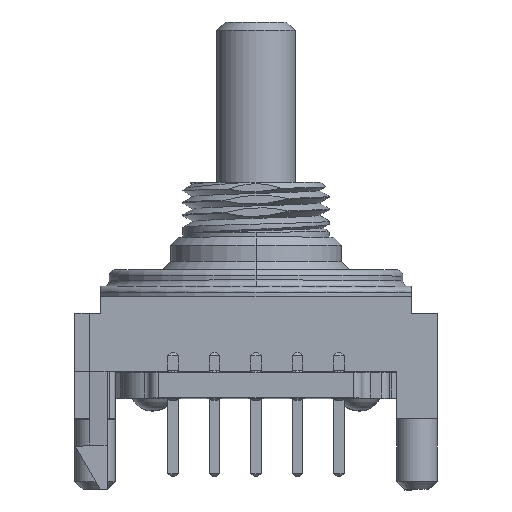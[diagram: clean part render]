
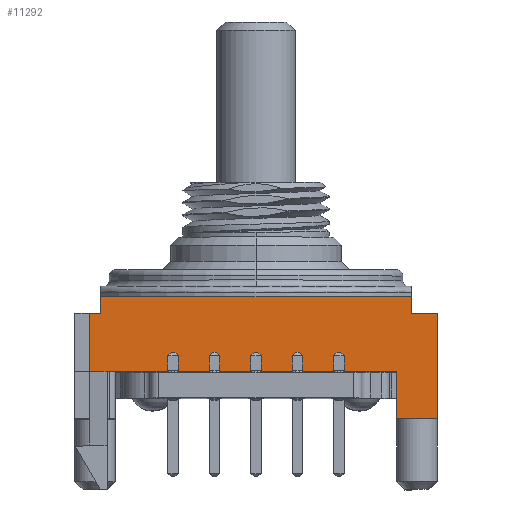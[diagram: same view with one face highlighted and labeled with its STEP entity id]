
A CAD part, top view. The second image highlights one B-rep face of the part: STEP entity #11292.
In plain terms, the highlighted planar face has unit normal (0, 0, 1).
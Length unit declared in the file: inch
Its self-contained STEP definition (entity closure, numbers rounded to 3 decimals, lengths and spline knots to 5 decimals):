
#2435=DIRECTION('',(1.,0.,0.));
#2436=VECTOR('',#2435,0.049);
#2437=CARTESIAN_POINT('',(0.388,0.,0.437));
#2438=LINE('',#2437,#2436);
#2452=DIRECTION('',(1.,0.,0.));
#2453=VECTOR('',#2452,0.049);
#2454=CARTESIAN_POINT('',(0.339,0.,0.437));
#2455=LINE('',#2454,#2453);
#2598=DIRECTION('',(0.,1.,0.));
#2599=VECTOR('',#2598,0.115);
#2600=CARTESIAN_POINT('',(0.339,0.,0.437));
#2601=LINE('',#2600,#2599);
#2602=DIRECTION('',(1.,0.,0.));
#2603=VECTOR('',#2602,0.698);
#2604=CARTESIAN_POINT('',(-0.359,0.115,0.437));
#2605=LINE('',#2604,#2603);
#2606=DIRECTION('',(1.,0.,0.));
#2607=VECTOR('',#2606,0.043);
#2608=CARTESIAN_POINT('',(-0.402,0.115,0.437));
#2609=LINE('',#2608,#2607);
#2610=DIRECTION('',(0.,1.,0.));
#2611=VECTOR('',#2610,0.14);
#2612=CARTESIAN_POINT('',(-0.402,0.115,0.437));
#2613=LINE('',#2612,#2611);
#2614=DIRECTION('',(1.,0.,0.));
#2615=VECTOR('',#2614,0.028);
#2616=CARTESIAN_POINT('',(-0.402,0.255,0.437));
#2617=LINE('',#2616,#2615);
#2618=DIRECTION('',(0.,-1.,0.));
#2619=VECTOR('',#2618,0.04);
#2620=CARTESIAN_POINT('',(-0.374,0.295,0.437));
#2621=LINE('',#2620,#2619);
#2622=DIRECTION('',(0.,-1.,0.));
#2623=VECTOR('',#2622,0.04);
#2624=CARTESIAN_POINT('',(0.374,0.295,0.437));
#2625=LINE('',#2624,#2623);
#2626=DIRECTION('',(1.,0.,0.));
#2627=VECTOR('',#2626,0.063);
#2628=CARTESIAN_POINT('',(0.374,0.255,0.437));
#2629=LINE('',#2628,#2627);
#2638=DIRECTION('',(0.,1.,0.));
#2639=VECTOR('',#2638,0.255);
#2640=CARTESIAN_POINT('',(0.437,0.,0.437));
#2641=LINE('',#2640,#2639);
#2830=DIRECTION('',(1.,0.,0.));
#2831=VECTOR('',#2830,0.748);
#2832=CARTESIAN_POINT('',(-0.374,0.295,0.437));
#2833=LINE('',#2832,#2831);
#6651=CARTESIAN_POINT('',(0.437,0.,0.437));
#6652=CARTESIAN_POINT('',(0.437,0.255,0.437));
#6653=VERTEX_POINT('',#6651);
#6654=VERTEX_POINT('',#6652);
#6677=CARTESIAN_POINT('',(0.339,0.,0.437));
#6678=CARTESIAN_POINT('',(0.339,0.115,0.437));
#6679=VERTEX_POINT('',#6677);
#6680=VERTEX_POINT('',#6678);
#6771=CARTESIAN_POINT('',(0.374,0.295,0.437));
#6773=VERTEX_POINT('',#6771);
#6779=CARTESIAN_POINT('',(-0.374,0.295,0.437));
#6781=VERTEX_POINT('',#6779);
#6787=CARTESIAN_POINT('',(0.374,0.255,0.437));
#6788=VERTEX_POINT('',#6787);
#6789=CARTESIAN_POINT('',(-0.374,0.255,0.437));
#6790=VERTEX_POINT('',#6789);
#6988=CARTESIAN_POINT('',(-0.402,0.255,0.437));
#6990=VERTEX_POINT('',#6988);
#7064=CARTESIAN_POINT('',(-0.402,0.115,0.437));
#7065=CARTESIAN_POINT('',(-0.359,0.115,0.437));
#7066=VERTEX_POINT('',#7064);
#7067=VERTEX_POINT('',#7065);
#7093=CARTESIAN_POINT('',(0.388,0.,0.437));
#7095=VERTEX_POINT('',#7093);
#11265=CARTESIAN_POINT('',(-0.437,0.,0.437));
#11266=DIRECTION('',(0.,0.,1.));
#11267=DIRECTION('',(1.,0.,0.));
#11268=AXIS2_PLACEMENT_3D('',#11265,#11266,#11267);
#11269=PLANE('',#11268);
#11270=ORIENTED_EDGE('',*,*,#11064,.F.);
#11272=ORIENTED_EDGE('',*,*,#11271,.T.);
#11273=ORIENTED_EDGE('',*,*,#10154,.F.);
#11275=ORIENTED_EDGE('',*,*,#11274,.F.);
#11276=ORIENTED_EDGE('',*,*,#10980,.T.);
#11278=ORIENTED_EDGE('',*,*,#11277,.T.);
#11280=ORIENTED_EDGE('',*,*,#11279,.F.);
#11282=ORIENTED_EDGE('',*,*,#11281,.T.);
#11284=ORIENTED_EDGE('',*,*,#11283,.T.);
#11286=ORIENTED_EDGE('',*,*,#11285,.T.);
#11288=ORIENTED_EDGE('',*,*,#11287,.F.);
#11289=ORIENTED_EDGE('',*,*,#11048,.F.);
#11290=EDGE_LOOP('',(#11270,#11272,#11273,#11275,#11276,#11278,#11280,#11282,
#11284,#11286,#11288,#11289));
#11291=FACE_OUTER_BOUND('',#11290,.F.);
#11292=ADVANCED_FACE('',(#11291),#11269,.T.);
#10154=EDGE_CURVE('',#7067,#6680,#2605,.T.);
#10980=EDGE_CURVE('',#7066,#6990,#2613,.T.);
#11048=EDGE_CURVE('',#7095,#6653,#2438,.T.);
#11064=EDGE_CURVE('',#6679,#7095,#2455,.T.);
#11271=EDGE_CURVE('',#6679,#6680,#2601,.T.);
#11274=EDGE_CURVE('',#7066,#7067,#2609,.T.);
#11277=EDGE_CURVE('',#6990,#6790,#2617,.T.);
#11279=EDGE_CURVE('',#6781,#6790,#2621,.T.);
#11281=EDGE_CURVE('',#6781,#6773,#2833,.T.);
#11283=EDGE_CURVE('',#6773,#6788,#2625,.T.);
#11285=EDGE_CURVE('',#6788,#6654,#2629,.T.);
#11287=EDGE_CURVE('',#6653,#6654,#2641,.T.);
